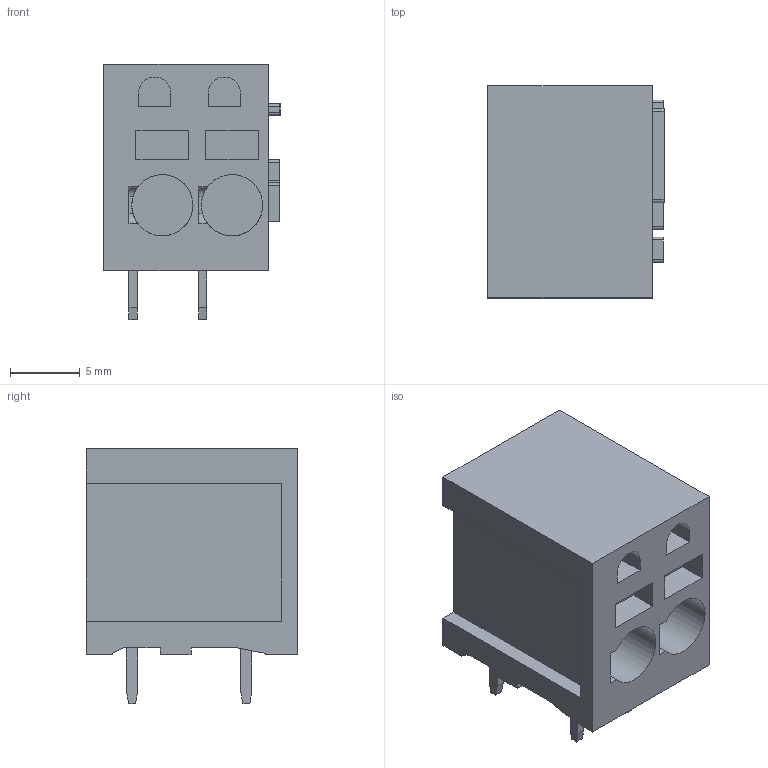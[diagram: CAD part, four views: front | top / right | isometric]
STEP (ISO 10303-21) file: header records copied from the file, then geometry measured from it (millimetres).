
FILE_DESCRIPTION(('CATIA V5 STEP Exchange','CAx-IF Rec.Pracs.--- Model Styling and Organization---1.2---2011-12-15'),'2;1');
FILE_NAME ('D1451200_0_1331960000_1331960000.stp','2018-09-03T06:04:18+00:00',('none'),('Weidmueller'),'CATIA Version 5-6 Release 2014','CATIA V5 STEP AP214','none');
FILE_SCHEMA(('AUTOMOTIVE_DESIGN { 1 0 10303 214 1 1 1 1 }'));
Length unit declared in the file: millimetre
Products named in the file (1): 1331960000
Bounding box: 12.65 x 15.2 x 18.3 mm (x, y, z)
Volume: 2255.2 mm3; surface area: 1590.1 mm2
Topology: 5 solids, 5 shells, 124 faces, 315 edges, 210 vertices
Faces by surface type: plane 99, cylinder 25
Entity records: 3567 total; most frequent: CARTESIAN_POINT 649, ORIENTED_EDGE 630, DIRECTION 505, EDGE_CURVE 315, VECTOR 257, LINE 257, VERTEX_POINT 210, AXIS2_PLACEMENT_3D 150
